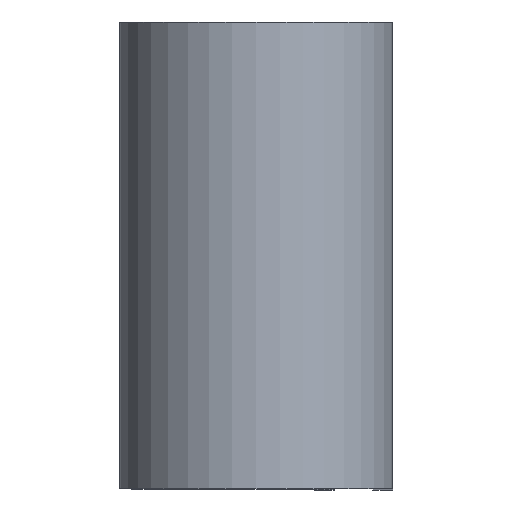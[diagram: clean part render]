
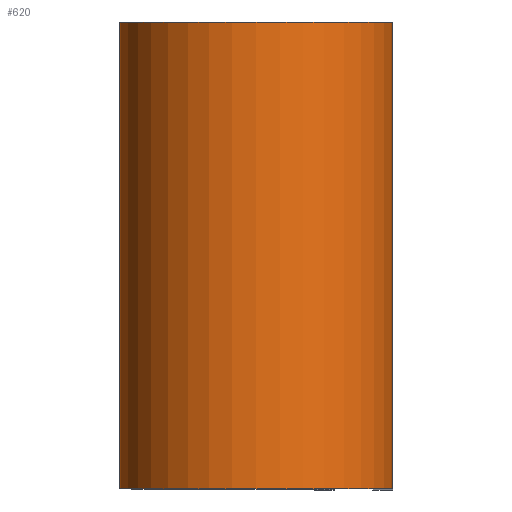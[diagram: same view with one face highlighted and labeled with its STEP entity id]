
A CAD part, top view. The second image highlights one B-rep face of the part: STEP entity #620.
In plain terms, the highlighted cylindrical face has radius 5.575 mm (diameter 11.151 mm), a partial arc.
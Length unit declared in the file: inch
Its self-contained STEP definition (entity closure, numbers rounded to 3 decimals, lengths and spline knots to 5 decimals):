
#27 = CIRCLE ( 'NONE', #197, 0.2195 ) ;
#61 = VERTEX_POINT ( 'NONE', #452 ) ;
#91 = CIRCLE ( 'NONE', #448, 0.2195 ) ;
#98 = LINE ( 'NONE', #127, #567 ) ;
#127 = CARTESIAN_POINT ( 'NONE',  ( 0., 0.375, -0.2195 ) ) ;
#131 = AXIS2_PLACEMENT_3D ( 'NONE', #358, #333, #382 ) ;
#197 = AXIS2_PLACEMENT_3D ( 'NONE', #245, #243, #235 ) ;
#211 = ORIENTED_EDGE ( 'NONE', *, *, #629, .F. ) ;
#232 = VECTOR ( 'NONE', #557, 39.37008 ) ;
#235 = DIRECTION ( 'NONE',  ( 1., 0., 0. ) ) ;
#243 = DIRECTION ( 'NONE',  ( 0., 1., 0. ) ) ;
#245 = CARTESIAN_POINT ( 'NONE',  ( 0., 0.375, 0. ) ) ;
#257 = CARTESIAN_POINT ( 'NONE',  ( 0., 0.375, -0.2195 ) ) ;
#258 = EDGE_CURVE ( 'NONE', #437, #436, #98, .T. ) ;
#302 = CYLINDRICAL_SURFACE ( 'NONE', #131, 0.2195 ) ;
#333 = DIRECTION ( 'NONE',  ( 0., -1., 0. ) ) ;
#343 = CARTESIAN_POINT ( 'NONE',  ( 0., -0.375, -0.2195 ) ) ;
#358 = CARTESIAN_POINT ( 'NONE',  ( 0., 0.375, 0. ) ) ;
#360 = ORIENTED_EDGE ( 'NONE', *, *, #258, .T. ) ;
#380 = ORIENTED_EDGE ( 'NONE', *, *, #491, .F. ) ;
#382 = DIRECTION ( 'NONE',  ( 0., 0., -1. ) ) ;
#383 = ORIENTED_EDGE ( 'NONE', *, *, #553, .T. ) ;
#435 = DIRECTION ( 'NONE',  ( 0., -1., 0. ) ) ;
#436 = VERTEX_POINT ( 'NONE', #343 ) ;
#437 = VERTEX_POINT ( 'NONE', #257 ) ;
#448 = AXIS2_PLACEMENT_3D ( 'NONE', #487, #486, #475 ) ;
#452 = CARTESIAN_POINT ( 'NONE',  ( 0.2195, -0.375, 0. ) ) ;
#475 = DIRECTION ( 'NONE',  ( 1., 0., 0. ) ) ;
#486 = DIRECTION ( 'NONE',  ( 0., 1., 0. ) ) ;
#487 = CARTESIAN_POINT ( 'NONE',  ( 0., -0.375, 0. ) ) ;
#491 = EDGE_CURVE ( 'NONE', #505, #61, #589, .T. ) ;
#505 = VERTEX_POINT ( 'NONE', #534 ) ;
#534 = CARTESIAN_POINT ( 'NONE',  ( 0.2195, 0.375, 0. ) ) ;
#547 = FACE_OUTER_BOUND ( 'NONE', #612, .T. ) ;
#553 = EDGE_CURVE ( 'NONE', #436, #61, #91, .T. ) ;
#557 = DIRECTION ( 'NONE',  ( 0., -1., 0. ) ) ;
#567 = VECTOR ( 'NONE', #435, 39.37008 ) ;
#589 = LINE ( 'NONE', #611, #232 ) ;
#611 = CARTESIAN_POINT ( 'NONE',  ( 0.2195, 0.375, 0. ) ) ;
#612 = EDGE_LOOP ( 'NONE', ( #383, #380, #211, #360 ) ) ;
#620 = ADVANCED_FACE ( 'NONE', ( #547 ), #302, .T. ) ;
#629 = EDGE_CURVE ( 'NONE', #437, #505, #27, .T. ) ;
